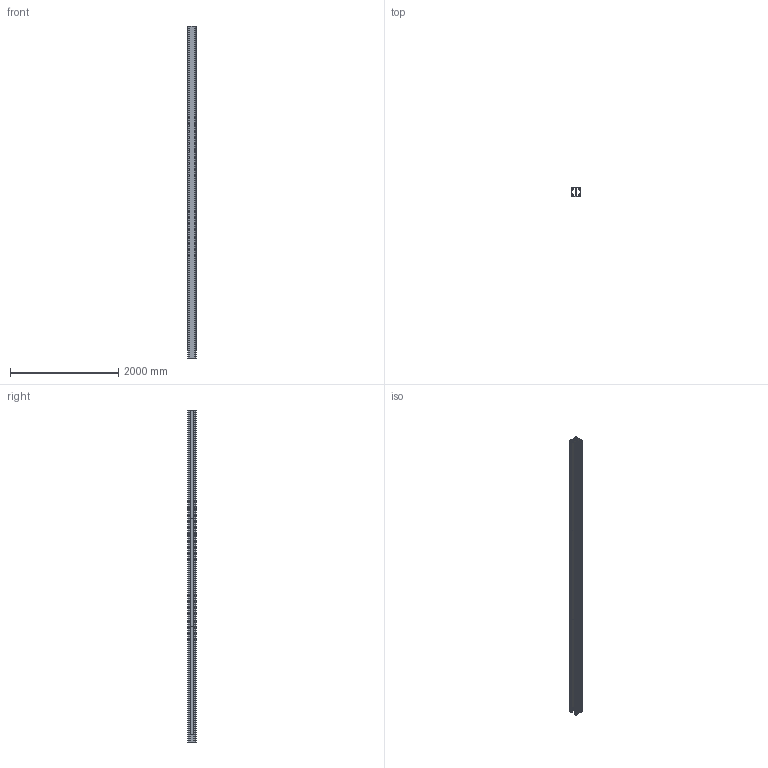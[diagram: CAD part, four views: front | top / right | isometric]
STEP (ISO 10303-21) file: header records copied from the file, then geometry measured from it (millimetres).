
FILE_DESCRIPTION (( 'STEP AP214' ), '1' );
FILE_NAME ('6290406.stp', '2016-06-29T13:13:14', ( '' ), ( '' ), 'SwSTEP 2.0', 'SolidWorks 2014', '' );
FILE_SCHEMA (( 'AUTOMOTIVE_DESIGN' ));
Length unit declared in the file: millimetre
Products named in the file (4): 6290406; 074020_6130 mm; 026360_L=2000; 030909_L=2000
Assembly tree (8 placements, depth 3):
  6290406
    074020_6130 mm
    030909_L=2000  x6
      026360_L=2000
Bounding box: 160 x 160 x 6130 mm (x, y, z)
Volume: 23078974.2 mm3; surface area: 15991541.7 mm2
Topology: 7 solids, 7 shells, 685 faces, 2013 edges, 1342 vertices
Faces by surface type: cylinder 375, plane 310
Entity records: 18711 total; most frequent: DIRECTION 3347, CARTESIAN_POINT 3262, ORIENTED_EDGE 3246, EDGE_CURVE 1623, AXIS2_PLACEMENT_3D 1167, VERTEX_POINT 1082, VECTOR 1013, LINE 1013
